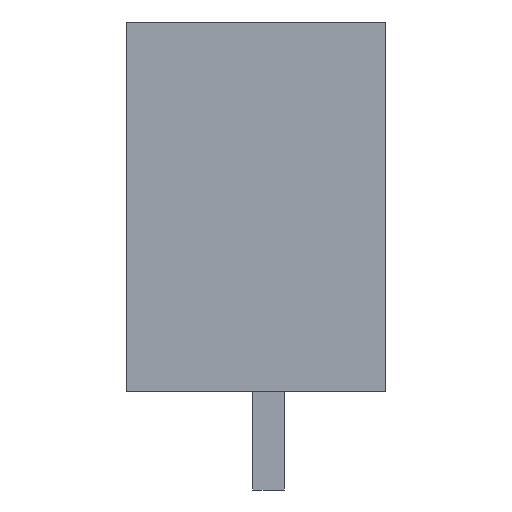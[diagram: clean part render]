
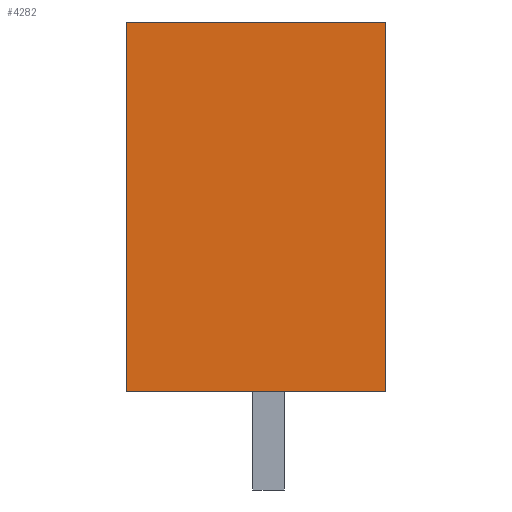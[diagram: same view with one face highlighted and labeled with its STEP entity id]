
A CAD part, left-side view. The second image highlights one B-rep face of the part: STEP entity #4282.
In plain terms, the highlighted planar face has unit normal (-1, 0, 0).
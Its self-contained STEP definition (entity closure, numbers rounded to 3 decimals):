
#4262=AXIS2_PLACEMENT_3D('Plane Axis2P3D',#4259,#4260,#4261) ;
#1274=CARTESIAN_POINT('Vertex',(0.,0.,3.2)) ;
#1277=CARTESIAN_POINT('Line Origine',(0.,4.215,3.2)) ;
#1281=CARTESIAN_POINT('Vertex',(0.,8.43,3.2)) ;
#4095=CARTESIAN_POINT('Line Origine',(0.,0.,9.2)) ;
#4099=CARTESIAN_POINT('Vertex',(0.,0.,15.2)) ;
#4259=CARTESIAN_POINT('Axis2P3D Location',(0.,8.43,15.2)) ;
#4264=CARTESIAN_POINT('Line Origine',(0.,4.215,15.2)) ;
#4268=CARTESIAN_POINT('Vertex',(0.,8.43,15.2)) ;
#4271=CARTESIAN_POINT('Line Origine',(0.,8.43,9.2)) ;
#1278=DIRECTION('Vector Direction',(0.,-1.,0.)) ;
#4096=DIRECTION('Vector Direction',(0.,0.,-1.)) ;
#4260=DIRECTION('Axis2P3D Direction',(-1.,0.,0.)) ;
#4261=DIRECTION('Axis2P3D XDirection',(0.,0.,1.)) ;
#4265=DIRECTION('Vector Direction',(0.,-1.,0.)) ;
#4272=DIRECTION('Vector Direction',(0.,0.,-1.)) ;
#1279=VECTOR('Line Direction',#1278,1.) ;
#4097=VECTOR('Line Direction',#4096,1.) ;
#4266=VECTOR('Line Direction',#4265,1.) ;
#4273=VECTOR('Line Direction',#4272,1.) ;
#4277=ORIENTED_EDGE('',*,*,#4270,.F.) ;
#4278=ORIENTED_EDGE('',*,*,#4275,.T.) ;
#4279=ORIENTED_EDGE('',*,*,#1283,.T.) ;
#4280=ORIENTED_EDGE('',*,*,#4101,.F.) ;
#4282=ADVANCED_FACE('HOUSING',(#4281),#4263,.T.) ;
#1283=EDGE_CURVE('',#1282,#1275,#1280,.T.) ;
#4101=EDGE_CURVE('',#4100,#1275,#4098,.T.) ;
#4270=EDGE_CURVE('',#4269,#4100,#4267,.T.) ;
#4275=EDGE_CURVE('',#4269,#1282,#4274,.T.) ;
#4276=EDGE_LOOP('',(#4277,#4278,#4279,#4280)) ;
#4281=FACE_OUTER_BOUND('',#4276,.T.) ;
#1280=LINE('Line',#1277,#1279) ;
#4098=LINE('Line',#4095,#4097) ;
#4267=LINE('Line',#4264,#4266) ;
#4274=LINE('Line',#4271,#4273) ;
#4263=PLANE('',#4262) ;
#1275=VERTEX_POINT('',#1274) ;
#1282=VERTEX_POINT('',#1281) ;
#4100=VERTEX_POINT('',#4099) ;
#4269=VERTEX_POINT('',#4268) ;
